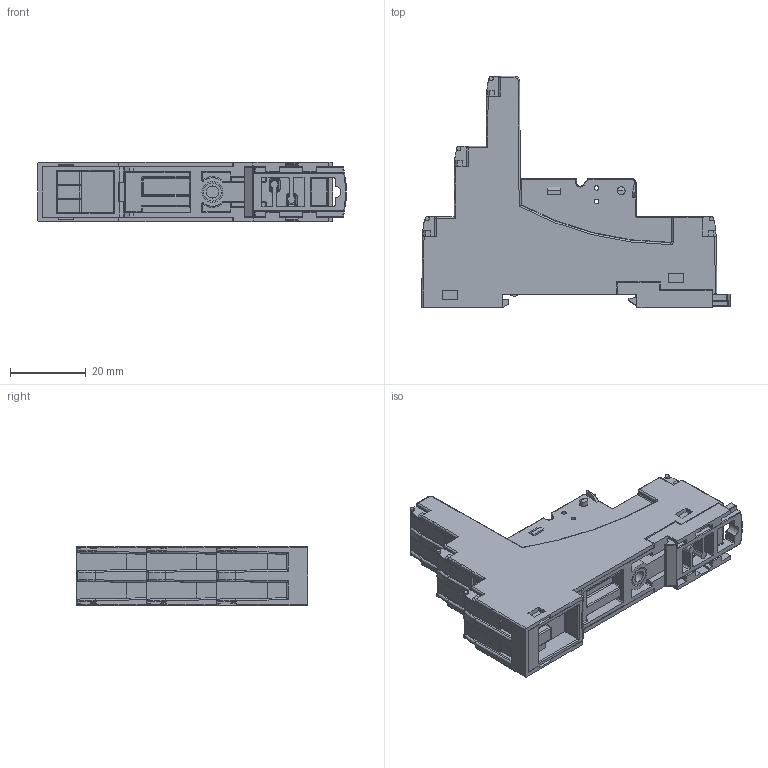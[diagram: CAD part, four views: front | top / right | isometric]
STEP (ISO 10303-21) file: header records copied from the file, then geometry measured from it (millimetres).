
FILE_DESCRIPTION (( 'STEP AP214' ), '1' );
FILE_NAME ('GZM80.STEP', '2016-06-13T12:38:47', ( '' ), ( '' ), 'SwSTEP 2.0', 'SolidWorks 2016', '' );
FILE_SCHEMA (( 'AUTOMOTIVE_DESIGN' ));
Length unit declared in the file: millimetre
Products named in the file (1): GZM80
Bounding box: 81.32 x 61 x 15.8 mm (x, y, z)
Volume: 33015 mm3; surface area: 16652.4 mm2
Topology: 3 solids, 11 shells, 1353 faces, 3531 edges, 2167 vertices
Faces by surface type: plane 745, cylinder 364, bspline 80, sphere 68, torus 63, cone 33
Entity records: 56734 total; most frequent: CARTESIAN_POINT 9747, ORIENTED_EDGE 6950, DIRECTION 6419, EDGE_CURVE 3475, VECTOR 2253, LINE 2253, VERTEX_POINT 2167, AXIS2_PLACEMENT_3D 2083
